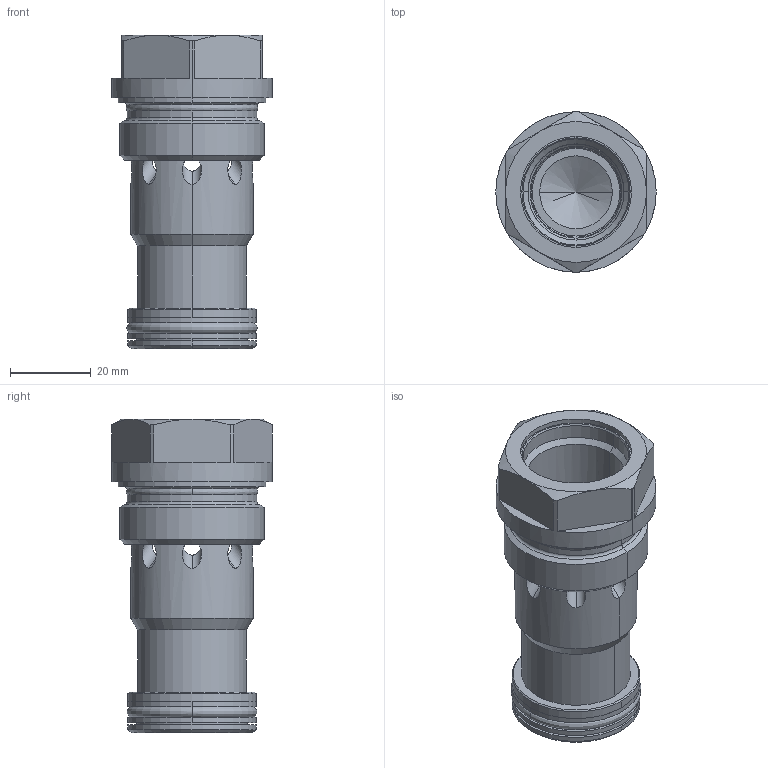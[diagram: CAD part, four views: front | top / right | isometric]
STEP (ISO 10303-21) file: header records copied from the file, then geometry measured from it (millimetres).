
FILE_DESCRIPTION((''),'2;1');
FILE_NAME('XIOC-DXN_PRT','2012-10-30T',('Administrator'),(''),'PRO/ENGINEER BY PARAMETRIC TECHNOLOGY CORPORATION, 2006240','PRO/ENGINEER BY PARAMETRIC TECHNOLOGY CORPORATION, 2006240','');
FILE_SCHEMA(('CONFIG_CONTROL_DESIGN'));
Length unit declared in the file: inch
Products named in the file (1): XIOC-DXN_PRT
Bounding box: 39.6 x 39.6 x 77.42 mm (x, y, z)
Volume: 42693.9 mm3; surface area: 15429.7 mm2
Topology: 1 solids, 1 shells, 125 faces, 324 edges, 201 vertices
Faces by surface type: cylinder 50, cone 34, plane 25, torus 12, revolution 4
Entity records: 4566 total; most frequent: CARTESIAN_POINT 1482, ORIENTED_EDGE 644, DIRECTION 640, EDGE_CURVE 322, AXIS2_PLACEMENT_3D 273, VERTEX_POINT 201, CIRCLE 152, EDGE_LOOP 143
